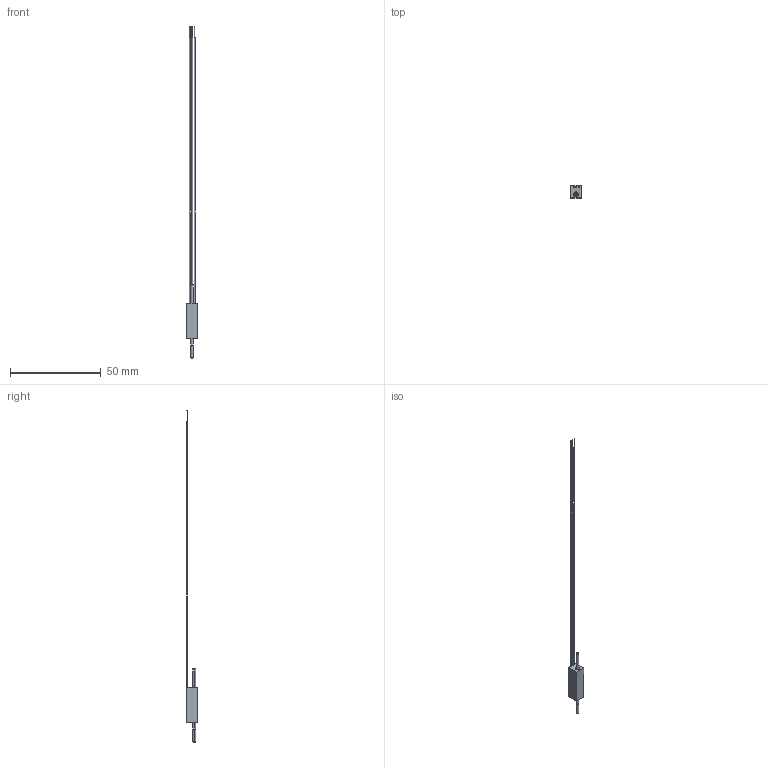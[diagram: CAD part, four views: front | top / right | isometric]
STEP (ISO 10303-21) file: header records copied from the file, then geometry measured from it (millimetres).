
FILE_DESCRIPTION((''),'2;1');
FILE_NAME('3406L-2','2012-07-17T',('RICKB'),('Bourns, Inc.'),'PRO/ENGINEER BY PARAMETRIC TECHNOLOGY CORPORATION, 2010100','PRO/ENGINEER BY PARAMETRIC TECHNOLOGY CORPORATION, 2010100','');
FILE_SCHEMA(('CONFIG_CONTROL_DESIGN'));
Length unit declared in the file: inch
Products named in the file (1): 3406L-2
Bounding box: 5.69 x 6.58 x 182.54 mm (x, y, z)
Volume: 906.6 mm3; surface area: 1553.9 mm2
Topology: 1 solids, 2 shells, 56 faces, 114 edges, 76 vertices
Faces by surface type: cylinder 30, plane 22, cone 4
Entity records: 1588 total; most frequent: CARTESIAN_POINT 295, DIRECTION 288, ORIENTED_EDGE 224, AXIS2_PLACEMENT_3D 121, EDGE_CURVE 114, VERTEX_POINT 76, EDGE_LOOP 72, CIRCLE 64
